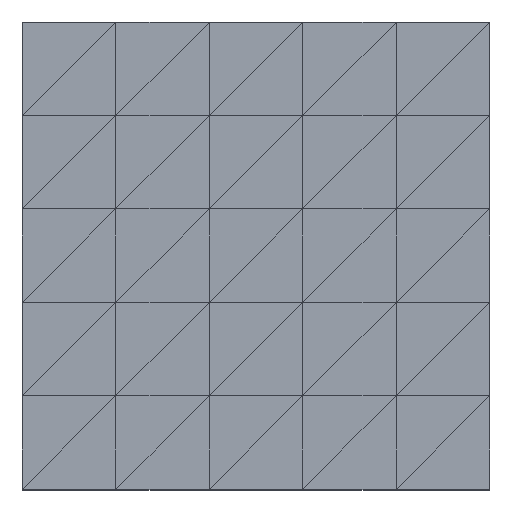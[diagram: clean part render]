
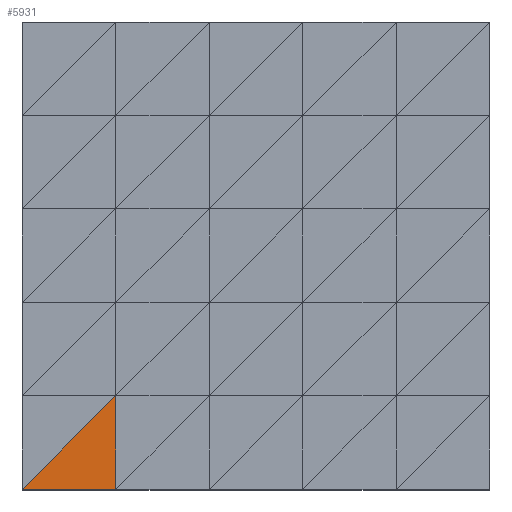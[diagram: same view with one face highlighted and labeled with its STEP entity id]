
A CAD part, top view. The second image highlights one B-rep face of the part: STEP entity #5931.
In plain terms, the highlighted planar face has unit normal (0, 0, 1).
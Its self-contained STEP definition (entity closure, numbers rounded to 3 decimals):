
#5843 = EDGE_CURVE('',#5844,#5846,#5848,.T.);
#5844 = VERTEX_POINT('',#5845);
#5845 = CARTESIAN_POINT('',(-1.,-1.,1.));
#5846 = VERTEX_POINT('',#5847);
#5847 = CARTESIAN_POINT('',(-0.6,-0.6,1.));
#5848 = SURFACE_CURVE('',#5849,(#5853,#5865),.PCURVE_S1.);
#5849 = LINE('',#5850,#5851);
#5850 = CARTESIAN_POINT('',(-1.,-1.,1.));
#5851 = VECTOR('',#5852,1.);
#5852 = DIRECTION('',(0.707,0.707,0.));
#5853 = PCURVE('',#5854,#5859);
#5854 = PLANE('',#5855);
#5855 = AXIS2_PLACEMENT_3D('',#5856,#5857,#5858);
#5856 = CARTESIAN_POINT('',(-0.859,-0.741,1.));
#5857 = DIRECTION('',(0.,0.,1.));
#5858 = DIRECTION('',(1.,0.,-0.));
#5859 = DEFINITIONAL_REPRESENTATION('',(#5860),#5864);
#5860 = LINE('',#5861,#5862);
#5861 = CARTESIAN_POINT('',(-0.141,-0.259));
#5862 = VECTOR('',#5863,1.);
#5863 = DIRECTION('',(0.707,0.707));
#5864 = ( GEOMETRIC_REPRESENTATION_CONTEXT(2) 
PARAMETRIC_REPRESENTATION_CONTEXT() REPRESENTATION_CONTEXT('2D SPACE',''
  ) );
#5865 = PCURVE('',#5866,#5871);
#5866 = PLANE('',#5867);
#5867 = AXIS2_PLACEMENT_3D('',#5868,#5869,#5870);
#5868 = CARTESIAN_POINT('',(-0.741,-0.859,1.));
#5869 = DIRECTION('',(0.,0.,1.));
#5870 = DIRECTION('',(1.,0.,-0.));
#5871 = DEFINITIONAL_REPRESENTATION('',(#5872),#5876);
#5872 = LINE('',#5873,#5874);
#5873 = CARTESIAN_POINT('',(-0.259,-0.141));
#5874 = VECTOR('',#5875,1.);
#5875 = DIRECTION('',(0.707,0.707));
#5876 = ( GEOMETRIC_REPRESENTATION_CONTEXT(2) 
PARAMETRIC_REPRESENTATION_CONTEXT() REPRESENTATION_CONTEXT('2D SPACE',''
  ) );
#5931 = ADVANCED_FACE('',(#5932),#5866,.T.);
#5932 = FACE_BOUND('',#5933,.T.);
#5933 = EDGE_LOOP('',(#5934,#5962,#5963));
#5934 = ORIENTED_EDGE('',*,*,#5935,.T.);
#5935 = EDGE_CURVE('',#5936,#5846,#5938,.T.);
#5936 = VERTEX_POINT('',#5937);
#5937 = CARTESIAN_POINT('',(-0.6,-1.,1.));
#5938 = SURFACE_CURVE('',#5939,(#5943,#5950),.PCURVE_S1.);
#5939 = LINE('',#5940,#5941);
#5940 = CARTESIAN_POINT('',(-0.6,-1.,1.));
#5941 = VECTOR('',#5942,1.);
#5942 = DIRECTION('',(0.,1.,0.));
#5943 = PCURVE('',#5866,#5944);
#5944 = DEFINITIONAL_REPRESENTATION('',(#5945),#5949);
#5945 = LINE('',#5946,#5947);
#5946 = CARTESIAN_POINT('',(0.141,-0.141));
#5947 = VECTOR('',#5948,1.);
#5948 = DIRECTION('',(0.,1.));
#5949 = ( GEOMETRIC_REPRESENTATION_CONTEXT(2) 
PARAMETRIC_REPRESENTATION_CONTEXT() REPRESENTATION_CONTEXT('2D SPACE',''
  ) );
#5950 = PCURVE('',#5951,#5956);
#5951 = PLANE('',#5952);
#5952 = AXIS2_PLACEMENT_3D('',#5953,#5954,#5955);
#5953 = CARTESIAN_POINT('',(-0.459,-0.741,1.));
#5954 = DIRECTION('',(0.,0.,1.));
#5955 = DIRECTION('',(1.,0.,-0.));
#5956 = DEFINITIONAL_REPRESENTATION('',(#5957),#5961);
#5957 = LINE('',#5958,#5959);
#5958 = CARTESIAN_POINT('',(-0.141,-0.259));
#5959 = VECTOR('',#5960,1.);
#5960 = DIRECTION('',(0.,1.));
#5961 = ( GEOMETRIC_REPRESENTATION_CONTEXT(2) 
PARAMETRIC_REPRESENTATION_CONTEXT() REPRESENTATION_CONTEXT('2D SPACE',''
  ) );
#5962 = ORIENTED_EDGE('',*,*,#5843,.F.);
#5963 = ORIENTED_EDGE('',*,*,#5964,.F.);
#5964 = EDGE_CURVE('',#5936,#5844,#5965,.T.);
#5965 = SURFACE_CURVE('',#5966,(#5970,#5977),.PCURVE_S1.);
#5966 = LINE('',#5967,#5968);
#5967 = CARTESIAN_POINT('',(-0.6,-1.,1.));
#5968 = VECTOR('',#5969,1.);
#5969 = DIRECTION('',(-1.,0.,0.));
#5970 = PCURVE('',#5866,#5971);
#5971 = DEFINITIONAL_REPRESENTATION('',(#5972),#5976);
#5972 = LINE('',#5973,#5974);
#5973 = CARTESIAN_POINT('',(0.141,-0.141));
#5974 = VECTOR('',#5975,1.);
#5975 = DIRECTION('',(-1.,0.));
#5976 = ( GEOMETRIC_REPRESENTATION_CONTEXT(2) 
PARAMETRIC_REPRESENTATION_CONTEXT() REPRESENTATION_CONTEXT('2D SPACE',''
  ) );
#5977 = PCURVE('',#5978,#5983);
#5978 = PLANE('',#5979);
#5979 = AXIS2_PLACEMENT_3D('',#5980,#5981,#5982);
#5980 = CARTESIAN_POINT('',(-0.747,-1.,0.886));
#5981 = DIRECTION('',(-0.,-1.,-0.));
#5982 = DIRECTION('',(0.,0.,-1.));
#5983 = DEFINITIONAL_REPRESENTATION('',(#5984),#5988);
#5984 = LINE('',#5985,#5986);
#5985 = CARTESIAN_POINT('',(-0.114,0.147));
#5986 = VECTOR('',#5987,1.);
#5987 = DIRECTION('',(0.,-1.));
#5988 = ( GEOMETRIC_REPRESENTATION_CONTEXT(2) 
PARAMETRIC_REPRESENTATION_CONTEXT() REPRESENTATION_CONTEXT('2D SPACE',''
  ) );
